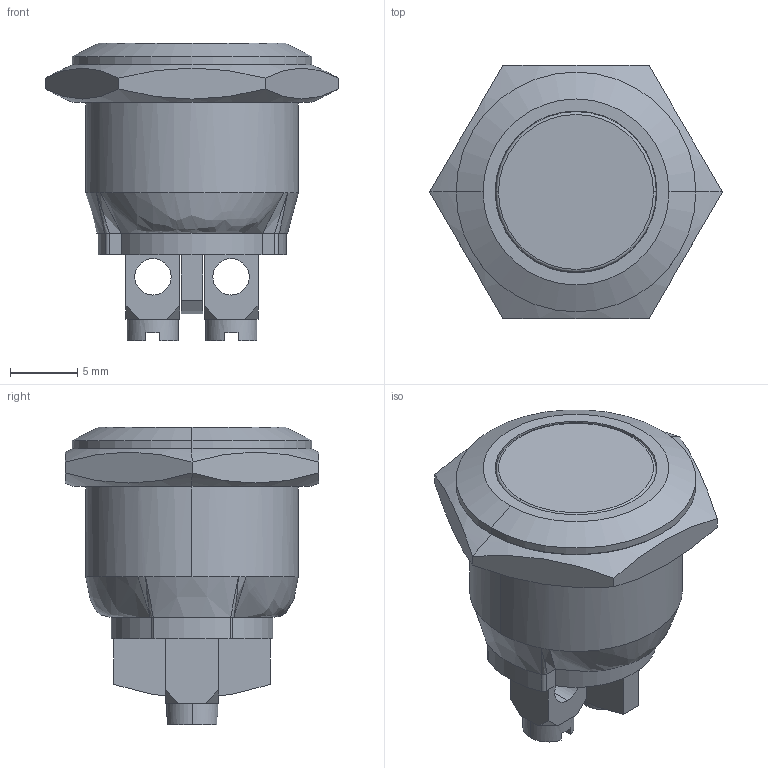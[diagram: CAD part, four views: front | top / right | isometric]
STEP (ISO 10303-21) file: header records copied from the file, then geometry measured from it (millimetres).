
FILE_DESCRIPTION (( 'STEP AP214' ), '1' );
FILE_NAME ('button-without-ring.STEP', '2022-02-05T12:26:04', ( '' ), ( '' ), 'SwSTEP 2.0', 'SolidWorks 2020', '' );
FILE_SCHEMA (( 'AUTOMOTIVE_DESIGN' ));
Length unit declared in the file: millimetre
Products named in the file (3): button-without-ring; button-nut; button
Assembly tree (2 placements, depth 2):
  button-without-ring
    button
    button-nut
Bounding box: 21.71 x 18.8 x 22.1 mm (x, y, z)
Volume: 3404.7 mm3; surface area: 2454.4 mm2
Topology: 5 solids, 5 shells, 118 faces, 297 edges, 191 vertices
Faces by surface type: plane 69, cylinder 24, bspline 14, cone 5, sphere 4, torus 2
Entity records: 7453 total; most frequent: CARTESIAN_POINT 4506, ORIENTED_EDGE 586, DIRECTION 576, EDGE_CURVE 293, AXIS2_PLACEMENT_3D 201, VERTEX_POINT 191, VECTOR 174, LINE 174
